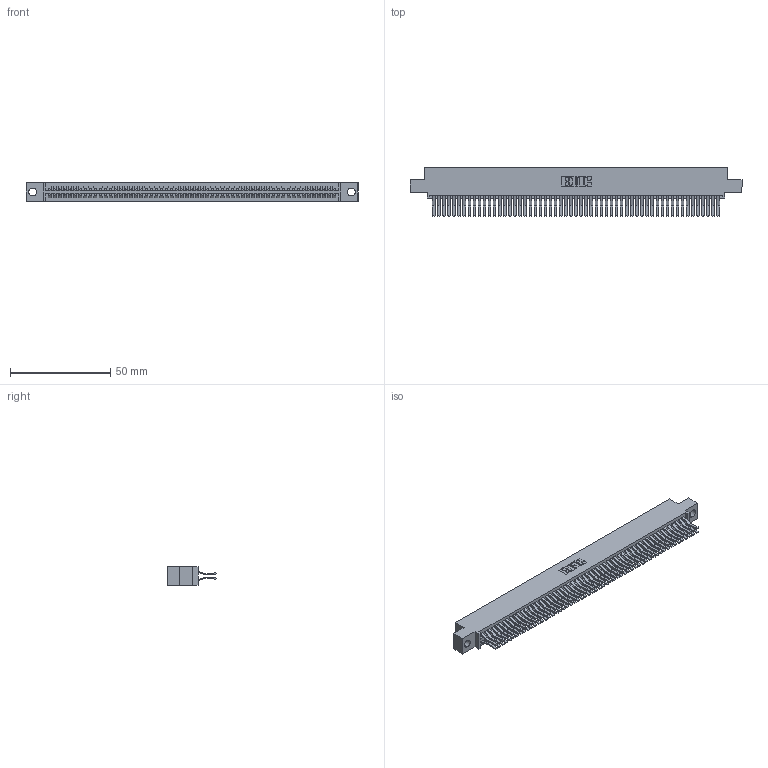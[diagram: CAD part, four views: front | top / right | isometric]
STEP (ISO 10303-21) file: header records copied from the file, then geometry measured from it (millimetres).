
FILE_DESCRIPTION (( 'STEP AP203' ), '1' );
FILE_NAME ('345-114-560-504.STEP', '2021-05-25T15:22:23', ( '' ), ( '' ), 'SwSTEP 2.0', 'SolidWorks 2020', '' );
FILE_SCHEMA (( 'CONFIG_CONTROL_DESIGN' ));
Length unit declared in the file: inch
Products named in the file (3): 345 Part_0.110 Offset - 0.156 Dia-TI; 345-292-001_560 Tail; 345-114-560-504
Assembly tree (115 placements, depth 2):
  345-114-560-504
    345 Part_0.110 Offset - 0.156 Dia-TI
    345-292-001_560 Tail  x114
Bounding box: 165.99 x 24.45 x 9.4 mm (x, y, z)
Volume: 16831.5 mm3; surface area: 27036.5 mm2
Topology: 115 solids, 115 shells, 6072 faces, 18059 edges, 11886 vertices
Faces by surface type: plane 3860, cylinder 2212
Entity records: 43343 total; most frequent: CARTESIAN_POINT 7258, ORIENTED_EDGE 7190, DIRECTION 6383, EDGE_CURVE 3595, VECTOR 3231, LINE 3231, VERTEX_POINT 2394, AXIS2_PLACEMENT_3D 1576
